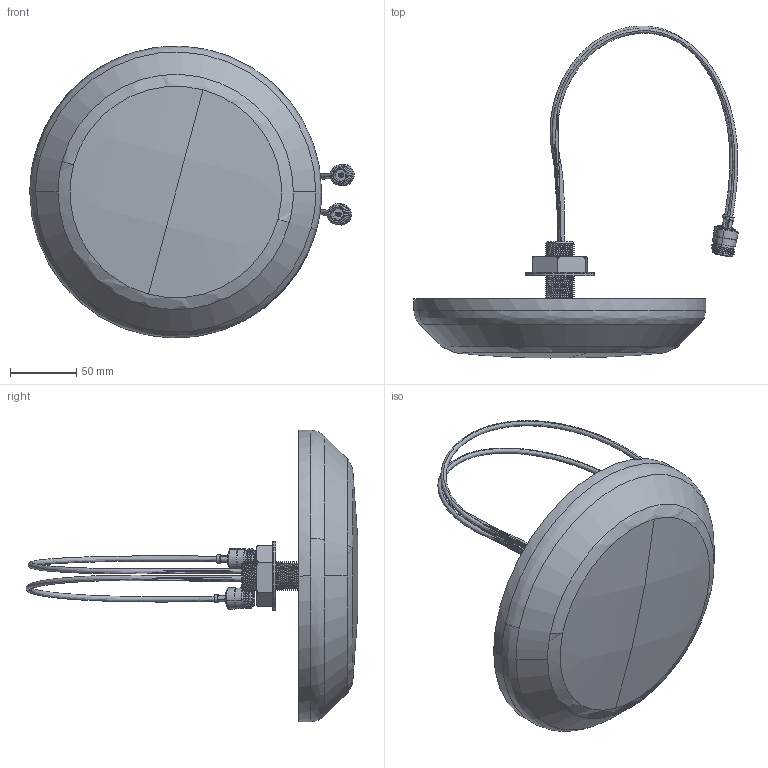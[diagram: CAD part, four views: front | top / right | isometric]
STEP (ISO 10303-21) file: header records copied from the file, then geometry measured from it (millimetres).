
FILE_DESCRIPTION (( 'STEP AP214' ), '1' );
FILE_NAME ('HG72706DPCUPR-NF.STEP', '2015-10-22T20:03:48', ( 'L-Com' ), ( 'L-Com Global Connectivity' ), 'SwSTEP 2.0', 'SolidWorks 2014', '' );
FILE_SCHEMA (( 'AUTOMOTIVE_DESIGN' ));
Length unit declared in the file: inch
Products named in the file (15): ANF-1700; ANF-1700-MA3; ANF-1700-MA1; 158_PEM_CABLE_13INCH; HG72706DPCUPR-NF_Antenna; HG72706DPCUPR-NF_MS_HexNut; HG72706DPCUPR-NF_MS_Short; HG72706DPCUPR-NF_MS_FH_long; HG72706DPCUPR-NF_ThreadedTube; HG72706DPCUPR-NF_MS_long; HG72706DPCUPR-NF_BackPlate; HG72706DPCUPR-NF_Radome; HG72706DPCUPR-NF; HG72706DPCUPR-NF_MountHexNut; HG72706DPCUPR-NF_Con-add
Assembly tree (35 placements, depth 3):
  HG72706DPCUPR-NF
    HG72706DPCUPR-NF_Antenna
      HG72706DPCUPR-NF_Radome
      HG72706DPCUPR-NF_BackPlate
      HG72706DPCUPR-NF_MS_long  x14
      HG72706DPCUPR-NF_ThreadedTube
      HG72706DPCUPR-NF_MS_FH_long  x4
      HG72706DPCUPR-NF_MS_Short  x2
      HG72706DPCUPR-NF_MS_HexNut  x2
    158_PEM_CABLE_13INCH  x2
    ANF-1700  x2
      ANF-1700-MA1
      ANF-1700-MA3
    HG72706DPCUPR-NF_Con-add  x2
    HG72706DPCUPR-NF_MountHexNut
Bounding box: 244.56 x 250.27 x 220 mm (x, y, z)
Volume: 96091.7 mm3; surface area: 223633.5 mm2
Topology: 37 solids, 44 shells, 1488 faces, 3853 edges, 2503 vertices
Faces by surface type: plane 668, cylinder 378, bspline 291, cone 141, sphere 8, torus 2
Entity records: 43776 total; most frequent: CARTESIAN_POINT 22640, ORIENTED_EDGE 4896, DIRECTION 3136, EDGE_CURVE 2454, VERTEX_POINT 1621, AXIS2_PLACEMENT_3D 1209, B_SPLINE_CURVE_WITH_KNOTS 1155, EDGE_LOOP 1043
